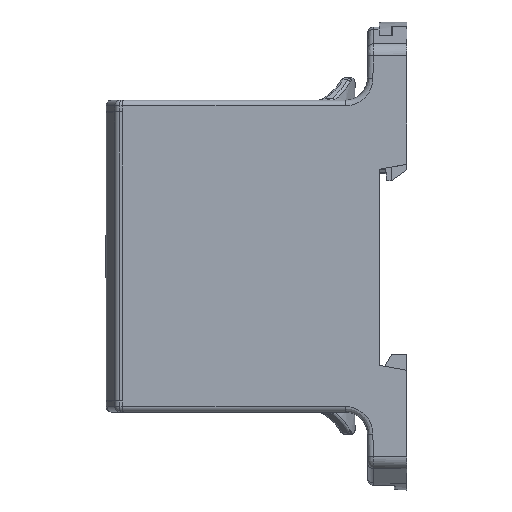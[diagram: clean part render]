
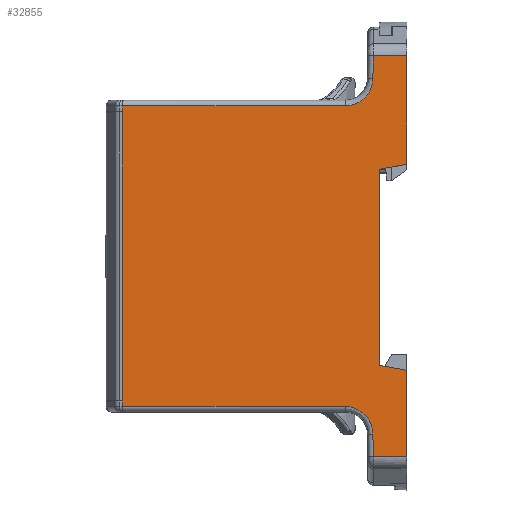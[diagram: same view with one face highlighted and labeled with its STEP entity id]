
A CAD part, left-side view. The second image highlights one B-rep face of the part: STEP entity #32855.
In plain terms, the highlighted planar face has unit normal (-1, 0.009, 0).
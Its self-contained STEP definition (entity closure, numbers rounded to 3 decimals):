
#1801=FACE_OUTER_BOUND('',#3528,.T.);
#3528=EDGE_LOOP('',(#24897,#24898,#24899,#24900,#24901,#24902,#24903,#24904,
#24905,#24906,#24907,#24908,#24909,#24910,#24911,#24912,#24913,#24914,#24915));
#4423=CIRCLE('',#34590,4.999);
#4424=CIRCLE('',#34591,5.002);
#4827=LINE('',#43637,#8589);
#7264=LINE('',#48769,#11026);
#7284=LINE('',#48814,#11046);
#7285=LINE('',#48816,#11047);
#7286=LINE('',#48818,#11048);
#7287=LINE('',#48820,#11049);
#7288=LINE('',#48822,#11050);
#7289=LINE('',#48824,#11051);
#7290=LINE('',#48826,#11052);
#7291=LINE('',#48828,#11053);
#7292=LINE('',#48832,#11054);
#7293=LINE('',#48833,#11055);
#7294=LINE('',#48835,#11056);
#7295=LINE('',#48837,#11057);
#7296=LINE('',#48839,#11058);
#7297=LINE('',#48843,#11059);
#7298=LINE('',#48844,#11060);
#8589=VECTOR('',#35798,51.8);
#11026=VECTOR('',#39995,0.1);
#11046=VECTOR('',#40023,15.57);
#11047=VECTOR('',#40024,4.062);
#11048=VECTOR('',#40025,1.015);
#11049=VECTOR('',#40026,35.2);
#11050=VECTOR('',#40027,5.077);
#11051=VECTOR('',#40028,19.57);
#11052=VECTOR('',#40029,6.062);
#11053=VECTOR('',#40030,4.002);
#11054=VECTOR('',#40033,39.905);
#11055=VECTOR('',#40034,1.);
#11056=VECTOR('',#40035,0.1);
#11057=VECTOR('',#40036,1.);
#11058=VECTOR('',#40037,39.905);
#11059=VECTOR('',#40040,4.002);
#11060=VECTOR('',#40041,6.062);
#12326=VERTEX_POINT('',#43547);
#12362=VERTEX_POINT('',#43635);
#13993=VERTEX_POINT('',#48768);
#14013=VERTEX_POINT('',#48812);
#14014=VERTEX_POINT('',#48813);
#14015=VERTEX_POINT('',#48815);
#14016=VERTEX_POINT('',#48817);
#14017=VERTEX_POINT('',#48819);
#14018=VERTEX_POINT('',#48821);
#14019=VERTEX_POINT('',#48823);
#14020=VERTEX_POINT('',#48825);
#14021=VERTEX_POINT('',#48827);
#14022=VERTEX_POINT('',#48829);
#14023=VERTEX_POINT('',#48831);
#14024=VERTEX_POINT('',#48834);
#14025=VERTEX_POINT('',#48836);
#14026=VERTEX_POINT('',#48838);
#14027=VERTEX_POINT('',#48840);
#14028=VERTEX_POINT('',#48842);
#15325=EDGE_CURVE('',#12326,#12362,#4827,.T.);
#17787=EDGE_CURVE('',#12326,#13993,#7264,.T.);
#17809=EDGE_CURVE('',#14013,#14014,#7284,.T.);
#17810=EDGE_CURVE('',#14013,#14015,#7285,.T.);
#17811=EDGE_CURVE('',#14015,#14016,#7286,.T.);
#17812=EDGE_CURVE('',#14016,#14017,#7287,.T.);
#17813=EDGE_CURVE('',#14017,#14018,#7288,.T.);
#17814=EDGE_CURVE('',#14019,#14018,#7289,.T.);
#17815=EDGE_CURVE('',#14020,#14019,#7290,.T.);
#17816=EDGE_CURVE('',#14021,#14020,#7291,.T.);
#17817=EDGE_CURVE('',#14022,#14021,#4423,.T.);
#17818=EDGE_CURVE('',#14023,#14022,#7292,.T.);
#17819=EDGE_CURVE('',#13993,#14023,#7293,.T.);
#17820=EDGE_CURVE('',#14024,#12362,#7294,.T.);
#17821=EDGE_CURVE('',#14025,#14024,#7295,.T.);
#17822=EDGE_CURVE('',#14026,#14025,#7296,.T.);
#17823=EDGE_CURVE('',#14027,#14026,#4424,.T.);
#17824=EDGE_CURVE('',#14028,#14027,#7297,.T.);
#17825=EDGE_CURVE('',#14014,#14028,#7298,.T.);
#24897=ORIENTED_EDGE('',*,*,#17809,.F.);
#24898=ORIENTED_EDGE('',*,*,#17810,.T.);
#24899=ORIENTED_EDGE('',*,*,#17811,.T.);
#24900=ORIENTED_EDGE('',*,*,#17812,.T.);
#24901=ORIENTED_EDGE('',*,*,#17813,.T.);
#24902=ORIENTED_EDGE('',*,*,#17814,.F.);
#24903=ORIENTED_EDGE('',*,*,#17815,.F.);
#24904=ORIENTED_EDGE('',*,*,#17816,.F.);
#24905=ORIENTED_EDGE('',*,*,#17817,.F.);
#24906=ORIENTED_EDGE('',*,*,#17818,.F.);
#24907=ORIENTED_EDGE('',*,*,#17819,.F.);
#24908=ORIENTED_EDGE('',*,*,#17787,.F.);
#24909=ORIENTED_EDGE('',*,*,#15325,.T.);
#24910=ORIENTED_EDGE('',*,*,#17820,.F.);
#24911=ORIENTED_EDGE('',*,*,#17821,.F.);
#24912=ORIENTED_EDGE('',*,*,#17822,.F.);
#24913=ORIENTED_EDGE('',*,*,#17823,.F.);
#24914=ORIENTED_EDGE('',*,*,#17824,.F.);
#24915=ORIENTED_EDGE('',*,*,#17825,.F.);
#29875=PLANE('',#34589);
#32855=ADVANCED_FACE('',(#1801),#29875,.T.);
#34589=AXIS2_PLACEMENT_3D('',#48811,#40021,#40022);
#34590=AXIS2_PLACEMENT_3D('',#48830,#40031,#40032);
#34591=AXIS2_PLACEMENT_3D('',#48841,#40038,#40039);
#35798=DIRECTION('',(0.,0.,-1.));
#39995=DIRECTION('',(0.,0.,1.));
#40021=DIRECTION('center_axis',(-1.,0.009,
0.));
#40022=DIRECTION('ref_axis',(-0.009,-1.,0.));
#40023=DIRECTION('',(0.,0.,-1.));
#40024=DIRECTION('',(0.009,0.985,0.174));
#40025=DIRECTION('',(0.009,0.985,0.174));
#40026=DIRECTION('',(0.,0.,1.));
#40027=DIRECTION('',(-0.009,-0.985,0.174));
#40028=DIRECTION('',(0.,0.,-1.));
#40029=DIRECTION('',(-0.009,-1.,0.015));
#40030=DIRECTION('',(0.,-0.009,1.));
#40031=DIRECTION('center_axis',(-1.,0.009,
0.));
#40032=DIRECTION('ref_axis',(-0.009,-1.,0.));
#40033=DIRECTION('',(-0.009,-1.,0.));
#40034=DIRECTION('',(0.,0.,1.));
#40035=DIRECTION('',(0.,0.,1.));
#40036=DIRECTION('',(0.,0.,1.));
#40037=DIRECTION('',(0.009,1.,0.));
#40038=DIRECTION('center_axis',(-1.,0.009,
0.));
#40039=DIRECTION('ref_axis',(-0.009,-1.,0.));
#40040=DIRECTION('',(0.,0.009,1.));
#40041=DIRECTION('',(0.009,1.,0.015));
#43547=CARTESIAN_POINT('',(-15.,48.2,-2.85));
#43635=CARTESIAN_POINT('',(-15.,48.2,-54.65));
#43637=CARTESIAN_POINT('',(-15.,48.2,-28.75));
#48768=CARTESIAN_POINT('',(-15.,48.2,-2.75));
#48769=CARTESIAN_POINT('',(-15.,48.2,-28.75));
#48811=CARTESIAN_POINT('Origin',(-15.456,-4.075,9.104));
#48812=CARTESIAN_POINT('',(-15.445,-2.8,-49.232));
#48813=CARTESIAN_POINT('',(-15.445,-2.8,-64.802));
#48814=CARTESIAN_POINT('',(-15.445,-2.8,-28.75));
#48815=CARTESIAN_POINT('',(-15.41,1.2,-48.526));
#48816=CARTESIAN_POINT('',(-15.445,-2.8,-49.232));
#48817=CARTESIAN_POINT('',(-15.401,2.2,-48.35));
#48818=CARTESIAN_POINT('',(-15.445,-2.8,-49.232));
#48819=CARTESIAN_POINT('',(-15.401,2.2,-13.15));
#48820=CARTESIAN_POINT('',(-15.401,2.2,-28.75));
#48821=CARTESIAN_POINT('',(-15.445,-2.8,-12.268));
#48822=CARTESIAN_POINT('',(-15.445,-2.8,-12.268));
#48823=CARTESIAN_POINT('',(-15.445,-2.8,7.302));
#48824=CARTESIAN_POINT('',(-15.445,-2.8,-28.75));
#48825=CARTESIAN_POINT('',(-15.392,3.261,7.208));
#48826=CARTESIAN_POINT('',(-15.392,3.261,7.208));
#48827=CARTESIAN_POINT('',(-15.392,3.297,3.206));
#48828=CARTESIAN_POINT('',(-15.392,3.296,3.206));
#48829=CARTESIAN_POINT('',(-15.348,8.296,-1.75));
#48830=CARTESIAN_POINT('Origin',(-15.348,8.296,3.249));
#48831=CARTESIAN_POINT('',(-15.,48.2,-1.75));
#48832=CARTESIAN_POINT('',(-15.,48.2,-1.75));
#48833=CARTESIAN_POINT('',(-15.,48.2,-2.75));
#48834=CARTESIAN_POINT('',(-15.,48.2,-54.75));
#48835=CARTESIAN_POINT('',(-15.,48.2,-28.75));
#48836=CARTESIAN_POINT('',(-15.,48.2,-55.75));
#48837=CARTESIAN_POINT('',(-15.,48.2,-55.75));
#48838=CARTESIAN_POINT('',(-15.348,8.296,-55.75));
#48839=CARTESIAN_POINT('',(-15.348,8.296,-55.75));
#48840=CARTESIAN_POINT('',(-15.392,3.296,-60.706));
#48841=CARTESIAN_POINT('Origin',(-15.348,8.298,-60.751));
#48842=CARTESIAN_POINT('',(-15.392,3.261,-64.708));
#48843=CARTESIAN_POINT('',(-15.392,3.261,-64.708));
#48844=CARTESIAN_POINT('',(-15.445,-2.8,-64.802));
